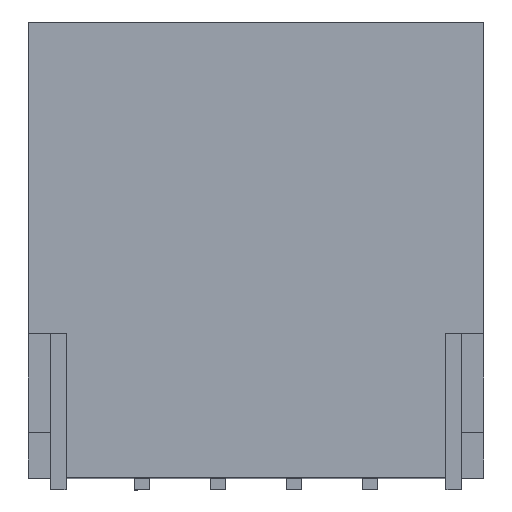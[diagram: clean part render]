
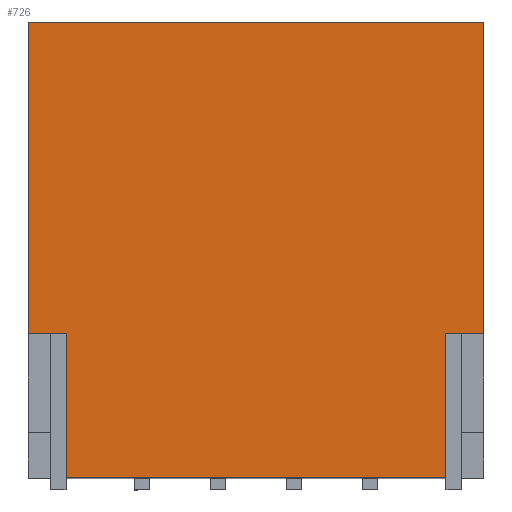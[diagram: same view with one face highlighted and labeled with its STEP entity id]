
A CAD part, top view. The second image highlights one B-rep face of the part: STEP entity #726.
In plain terms, the highlighted planar face has unit normal (0, 0, 1).
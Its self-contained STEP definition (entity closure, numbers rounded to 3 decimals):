
#40 = VERTEX_POINT ( 'NONE', #914 ) ;
#120 = ORIENTED_EDGE ( 'NONE', *, *, #698, .F. ) ;
#156 = LINE ( 'NONE', #3030, #245 ) ;
#205 = VERTEX_POINT ( 'NONE', #481 ) ;
#208 = CARTESIAN_POINT ( 'NONE',  ( 6., 1.95, 0. ) ) ;
#238 = CARTESIAN_POINT ( 'NONE',  ( 0., 1.95, 0. ) ) ;
#245 = VECTOR ( 'NONE', #3008, 1000. ) ;
#264 = EDGE_CURVE ( 'NONE', #2792, #3471, #1565, .T. ) ;
#310 = EDGE_CURVE ( 'NONE', #932, #3471, #1513, .T. ) ;
#384 = LINE ( 'NONE', #974, #1973 ) ;
#400 = CARTESIAN_POINT ( 'NONE',  ( 5.5, -4.05, 0. ) ) ;
#429 = CARTESIAN_POINT ( 'NONE',  ( 5.5, -2.15, 0. ) ) ;
#481 = CARTESIAN_POINT ( 'NONE',  ( 0.5, -2.15, 0. ) ) ;
#482 = ORIENTED_EDGE ( 'NONE', *, *, #2446, .T. ) ;
#552 = LINE ( 'NONE', #2315, #1762 ) ;
#567 = CARTESIAN_POINT ( 'NONE',  ( 6., 1.95, 0. ) ) ;
#625 = DIRECTION ( 'NONE',  ( 0., 1., 0. ) ) ;
#668 = CARTESIAN_POINT ( 'NONE',  ( 6., 1.95, 0. ) ) ;
#679 = FACE_OUTER_BOUND ( 'NONE', #1789, .T. ) ;
#681 = ORIENTED_EDGE ( 'NONE', *, *, #1882, .F. ) ;
#690 = VECTOR ( 'NONE', #2627, 1000. ) ;
#698 = EDGE_CURVE ( 'NONE', #205, #932, #156, .T. ) ;
#726 = ADVANCED_FACE ( 'NONE', ( #679 ), #1392, .T. ) ;
#847 = DIRECTION ( 'NONE',  ( 0., 1., 0. ) ) ;
#871 = ORIENTED_EDGE ( 'NONE', *, *, #264, .T. ) ;
#914 = CARTESIAN_POINT ( 'NONE',  ( 0.5, -4.05, 0. ) ) ;
#916 = VECTOR ( 'NONE', #2094, 1000. ) ;
#932 = VERTEX_POINT ( 'NONE', #2381 ) ;
#974 = CARTESIAN_POINT ( 'NONE',  ( 0.5, -4.05, 0. ) ) ;
#989 = VECTOR ( 'NONE', #2919, 1000. ) ;
#1124 = ORIENTED_EDGE ( 'NONE', *, *, #310, .F. ) ;
#1242 = DIRECTION ( 'NONE',  ( 0., 1., 0. ) ) ;
#1272 = DIRECTION ( 'NONE',  ( 0., 1., 0. ) ) ;
#1275 = ORIENTED_EDGE ( 'NONE', *, *, #2016, .T. ) ;
#1311 = CARTESIAN_POINT ( 'NONE',  ( 0., 1.95, 0. ) ) ;
#1392 = PLANE ( 'NONE',  #2261 ) ;
#1513 = LINE ( 'NONE', #1311, #2934 ) ;
#1565 = LINE ( 'NONE', #208, #916 ) ;
#1762 = VECTOR ( 'NONE', #625, 1000. ) ;
#1789 = EDGE_LOOP ( 'NONE', ( #1898, #1275, #482, #871, #1124, #120, #2641, #681 ) ) ;
#1850 = LINE ( 'NONE', #3531, #3222 ) ;
#1882 = EDGE_CURVE ( 'NONE', #1953, #40, #2689, .T. ) ;
#1898 = ORIENTED_EDGE ( 'NONE', *, *, #2994, .T. ) ;
#1900 = LINE ( 'NONE', #400, #690 ) ;
#1953 = VERTEX_POINT ( 'NONE', #3608 ) ;
#1973 = VECTOR ( 'NONE', #1242, 1000. ) ;
#2016 = EDGE_CURVE ( 'NONE', #3046, #2601, #1850, .T. ) ;
#2076 = DIRECTION ( 'NONE',  ( 1., 0., 0. ) ) ;
#2094 = DIRECTION ( 'NONE',  ( -1., 0., 0. ) ) ;
#2261 = AXIS2_PLACEMENT_3D ( 'NONE', #567, #3602, #847 ) ;
#2315 = CARTESIAN_POINT ( 'NONE',  ( 6., 1.95, 0. ) ) ;
#2381 = CARTESIAN_POINT ( 'NONE',  ( 0., -2.15, 0. ) ) ;
#2446 = EDGE_CURVE ( 'NONE', #2601, #2792, #552, .T. ) ;
#2558 = EDGE_CURVE ( 'NONE', #40, #205, #384, .T. ) ;
#2601 = VERTEX_POINT ( 'NONE', #3171 ) ;
#2627 = DIRECTION ( 'NONE',  ( 0., 1., 0. ) ) ;
#2638 = CARTESIAN_POINT ( 'NONE',  ( 6., -4.05, 0. ) ) ;
#2641 = ORIENTED_EDGE ( 'NONE', *, *, #2558, .F. ) ;
#2689 = LINE ( 'NONE', #2638, #989 ) ;
#2792 = VERTEX_POINT ( 'NONE', #668 ) ;
#2919 = DIRECTION ( 'NONE',  ( -1., 0., 0. ) ) ;
#2934 = VECTOR ( 'NONE', #1272, 1000. ) ;
#2994 = EDGE_CURVE ( 'NONE', #1953, #3046, #1900, .T. ) ;
#3008 = DIRECTION ( 'NONE',  ( -1., 0., 0. ) ) ;
#3030 = CARTESIAN_POINT ( 'NONE',  ( 0.5, -2.15, 0. ) ) ;
#3046 = VERTEX_POINT ( 'NONE', #429 ) ;
#3171 = CARTESIAN_POINT ( 'NONE',  ( 6., -2.15, 0. ) ) ;
#3222 = VECTOR ( 'NONE', #2076, 1000. ) ;
#3471 = VERTEX_POINT ( 'NONE', #238 ) ;
#3531 = CARTESIAN_POINT ( 'NONE',  ( 5.5, -2.15, 0. ) ) ;
#3602 = DIRECTION ( 'NONE',  ( 0., 0., 1. ) ) ;
#3608 = CARTESIAN_POINT ( 'NONE',  ( 5.5, -4.05, 0. ) ) ;
